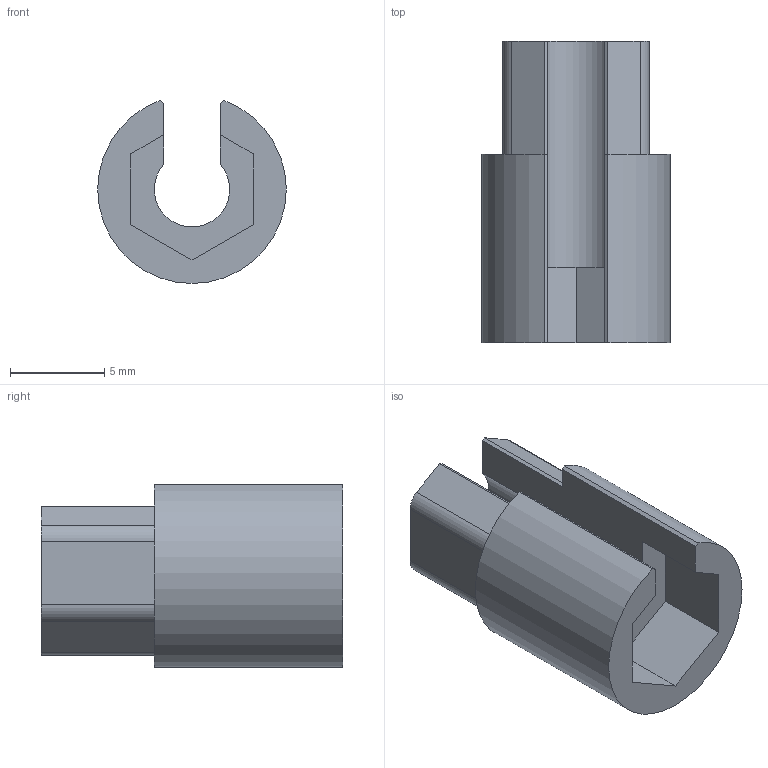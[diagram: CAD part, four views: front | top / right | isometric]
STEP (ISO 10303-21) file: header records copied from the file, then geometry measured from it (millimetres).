
FILE_DESCRIPTION(/* description */ (''),/* implementation_level */ '2;1');
FILE_NAME(/* name */ 'CO-MEC-TOO-0001-01 - Custom socket 5-16 male to 1-4 female.stp',/* time_stamp */ '2020-03-13T14:21:02+01:00',/* author */ ('bastien.duong'),/* organization */ (''),/* preprocessor_version */ 'ST-DEVELOPER v18',/* originating_system */ 'Autodesk Inventor 2020',/* authorisation */ '');
FILE_SCHEMA (('AUTOMOTIVE_DESIGN { 1 0 10303 214 3 1 1 }'));
Length unit declared in the file: millimetre
Products named in the file (1): CO-MEC-TOO-0001-01
Bounding box: 10 x 16 x 9.71 mm (x, y, z)
Volume: 685.5 mm3; surface area: 799.6 mm2
Topology: 1 solids, 1 shells, 29 faces, 81 edges, 54 vertices
Faces by surface type: plane 22, cylinder 7
Entity records: 970 total; most frequent: CARTESIAN_POINT 165, ORIENTED_EDGE 162, DIRECTION 155, EDGE_CURVE 81, LINE 67, VECTOR 67, VERTEX_POINT 54, AXIS2_PLACEMENT_3D 44
